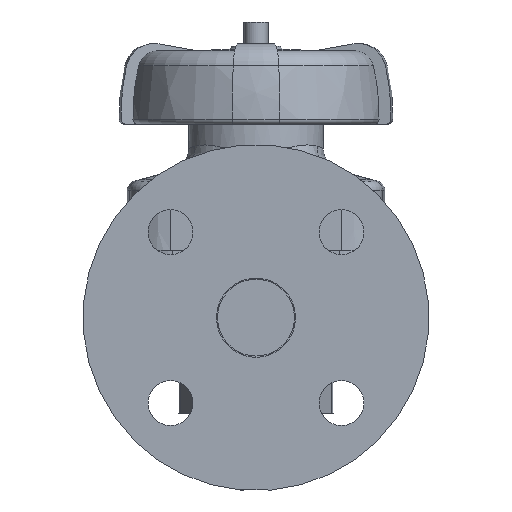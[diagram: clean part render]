
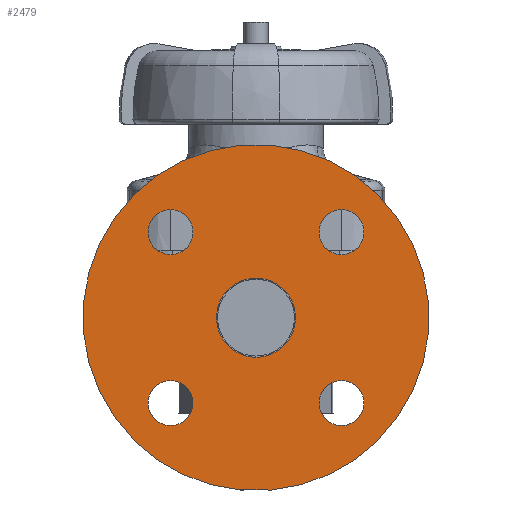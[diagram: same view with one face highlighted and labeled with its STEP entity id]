
A CAD part, left-side view. The second image highlights one B-rep face of the part: STEP entity #2479.
In plain terms, the highlighted face is planar.
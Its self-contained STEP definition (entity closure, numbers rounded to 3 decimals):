
#110=PLANE($,#2817);
#463=FACE_BOUND($,#972,.T.);
#464=FACE_BOUND($,#973,.T.);
#465=FACE_BOUND($,#974,.T.);
#466=FACE_BOUND($,#975,.T.);
#467=FACE_BOUND($,#976,.T.);
#468=FACE_BOUND($,#977,.T.);
#631=CIRCLE($,#2800,9.35);
#633=CIRCLE($,#2803,9.35);
#635=CIRCLE($,#2806,9.35);
#637=CIRCLE($,#2809,9.35);
#641=CIRCLE($,#2816,72.);
#642=CIRCLE($,#2818,16.45);
#972=EDGE_LOOP($,(#2284));
#973=EDGE_LOOP($,(#2285));
#974=EDGE_LOOP($,(#2286));
#975=EDGE_LOOP($,(#2287));
#976=EDGE_LOOP($,(#2288));
#977=EDGE_LOOP($,(#2289));
#1241=VERTEX_POINT($,#5507);
#1243=VERTEX_POINT($,#5512);
#1245=VERTEX_POINT($,#5517);
#1247=VERTEX_POINT($,#5522);
#1251=VERTEX_POINT($,#5533);
#1252=VERTEX_POINT($,#5536);
#1588=EDGE_CURVE($,#1241,#1241,#631,.T.);
#1590=EDGE_CURVE($,#1243,#1243,#633,.T.);
#1592=EDGE_CURVE($,#1245,#1245,#635,.T.);
#1594=EDGE_CURVE($,#1247,#1247,#637,.T.);
#1598=EDGE_CURVE($,#1251,#1251,#641,.T.);
#1599=EDGE_CURVE($,#1252,#1252,#642,.T.);
#2284=ORIENTED_EDGE($,*,*,#1588,.T.);
#2285=ORIENTED_EDGE($,*,*,#1590,.T.);
#2286=ORIENTED_EDGE($,*,*,#1592,.T.);
#2287=ORIENTED_EDGE($,*,*,#1594,.T.);
#2288=ORIENTED_EDGE($,*,*,#1598,.T.);
#2289=ORIENTED_EDGE($,*,*,#1599,.F.);
#2479=ADVANCED_FACE($,(#463,#464,#465,#466,#467,#468),#110,.T.);
#2800=AXIS2_PLACEMENT_3D($,#5508,#3588,#3589);
#2803=AXIS2_PLACEMENT_3D($,#5513,#3594,#3595);
#2806=AXIS2_PLACEMENT_3D($,#5518,#3600,#3601);
#2809=AXIS2_PLACEMENT_3D($,#5523,#3606,#3607);
#2816=AXIS2_PLACEMENT_3D($,#5534,#3620,#3621);
#2817=AXIS2_PLACEMENT_3D($,#5535,#3622,#3623);
#2818=AXIS2_PLACEMENT_3D($,#5537,#3624,#3625);
#3588=DIRECTION('center_axis',(0.,0.,-1.));
#3589=DIRECTION('ref_axis',(0.,1.,0.));
#3594=DIRECTION('center_axis',(0.,0.,-1.));
#3595=DIRECTION('ref_axis',(1.,0.,0.));
#3600=DIRECTION('center_axis',(0.,0.,-1.));
#3601=DIRECTION('ref_axis',(0.,-1.,0.));
#3606=DIRECTION('center_axis',(0.,0.,-1.));
#3607=DIRECTION('ref_axis',(-1.,0.,0.));
#3620=DIRECTION('center_axis',(0.,0.,1.));
#3621=DIRECTION('ref_axis',(1.,0.,0.));
#3622=DIRECTION('center_axis',(0.,0.,1.));
#3623=DIRECTION('ref_axis',(1.,0.,0.));
#3624=DIRECTION('center_axis',(0.,0.,1.));
#3625=DIRECTION('ref_axis',(1.,0.,0.));
#5507=CARTESIAN_POINT('',(0.,40.95,29.));
#5508=CARTESIAN_POINT('Origin',(0.,50.3,29.));
#5512=CARTESIAN_POINT('',(40.95,0.,29.));
#5513=CARTESIAN_POINT('Origin',(50.3,0.,29.));
#5517=CARTESIAN_POINT('',(0.,-40.95,29.));
#5518=CARTESIAN_POINT('Origin',(0.,-50.3,29.));
#5522=CARTESIAN_POINT('',(-40.95,0.,29.));
#5523=CARTESIAN_POINT('Origin',(-50.3,0.,29.));
#5533=CARTESIAN_POINT('',(0.,-72.,29.));
#5534=CARTESIAN_POINT('Origin',(0.,0.,29.));
#5535=CARTESIAN_POINT('Origin',(0.,-16.45,29.));
#5536=CARTESIAN_POINT('',(0.,-16.45,29.));
#5537=CARTESIAN_POINT('Origin',(0.,0.,29.));
